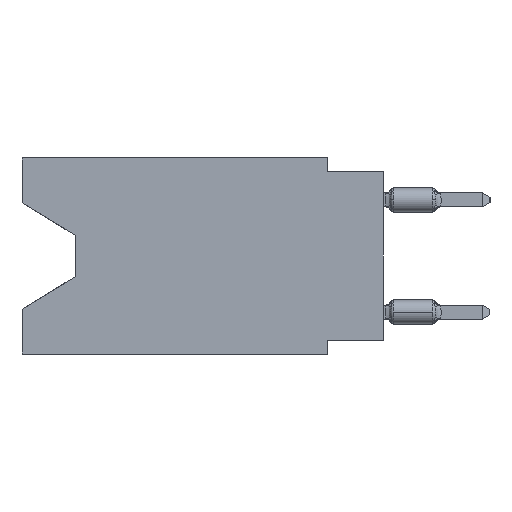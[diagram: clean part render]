
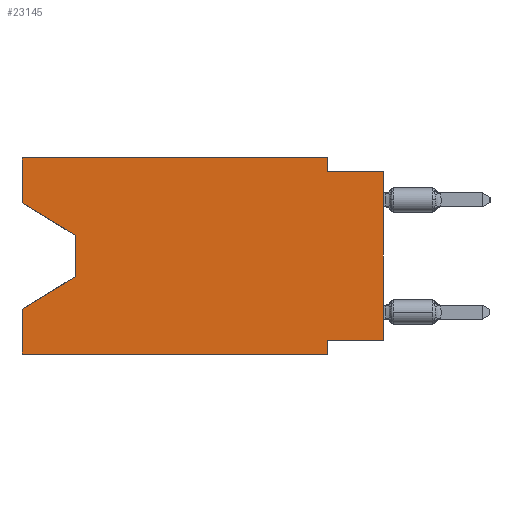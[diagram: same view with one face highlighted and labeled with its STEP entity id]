
A CAD part, left-side view. The second image highlights one B-rep face of the part: STEP entity #23145.
In plain terms, the highlighted planar face has unit normal (-1, 0, 0).
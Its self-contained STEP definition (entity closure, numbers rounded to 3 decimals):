
#63 = CARTESIAN_POINT ( 'NONE',  ( 0., 13.97, -5.385 ) ) ;
#133 = VECTOR ( 'NONE', #26862, 1000. ) ;
#931 = EDGE_CURVE ( 'NONE', #20928, #39028, #23995, .T. ) ;
#999 = VECTOR ( 'NONE', #10548, 1000. ) ;
#2153 = ORIENTED_EDGE ( 'NONE', *, *, #43200, .F. ) ;
#2369 = LINE ( 'NONE', #19025, #3837 ) ;
#2901 = ORIENTED_EDGE ( 'NONE', *, *, #931, .F. ) ;
#3229 = CARTESIAN_POINT ( 'NONE',  ( 0., 16.383, 0. ) ) ;
#3330 = DIRECTION ( 'NONE',  ( 0., 1., 0. ) ) ;
#3837 = VECTOR ( 'NONE', #35161, 1000. ) ;
#3945 = EDGE_CURVE ( 'NONE', #39028, #43193, #29543, .T. ) ;
#4874 = VERTEX_POINT ( 'NONE', #42175 ) ;
#5144 = CARTESIAN_POINT ( 'NONE',  ( 0., 16.383, -8.89 ) ) ;
#5461 = LINE ( 'NONE', #39314, #51174 ) ;
#7971 = CARTESIAN_POINT ( 'NONE',  ( 0., 0., -8.255 ) ) ;
#8537 = CARTESIAN_POINT ( 'NONE',  ( 0., 16.383, 0. ) ) ;
#9931 = CARTESIAN_POINT ( 'NONE',  ( 0., 2.54, -0.635 ) ) ;
#10548 = DIRECTION ( 'NONE',  ( 0., 0., -1. ) ) ;
#11104 = EDGE_CURVE ( 'NONE', #15443, #38401, #35585, .T. ) ;
#11418 = VECTOR ( 'NONE', #44575, 1000. ) ;
#11520 = LINE ( 'NONE', #7971, #48527 ) ;
#11695 = VERTEX_POINT ( 'NONE', #5144 ) ;
#12161 = EDGE_CURVE ( 'NONE', #43193, #38401, #5461, .T. ) ;
#12344 = CARTESIAN_POINT ( 'NONE',  ( 0., 2.54, -8.89 ) ) ;
#12581 = VERTEX_POINT ( 'NONE', #43349 ) ;
#13344 = EDGE_CURVE ( 'NONE', #46863, #20928, #46473, .T. ) ;
#13715 = DIRECTION ( 'NONE',  ( 0., 0., -1. ) ) ;
#15286 = ORIENTED_EDGE ( 'NONE', *, *, #18742, .F. ) ;
#15443 = VERTEX_POINT ( 'NONE', #45718 ) ;
#15586 = VECTOR ( 'NONE', #19139, 1000. ) ;
#16072 = ORIENTED_EDGE ( 'NONE', *, *, #3945, .F. ) ;
#16754 = DIRECTION ( 'NONE',  ( 0., 0.855, -0.519 ) ) ;
#17717 = ORIENTED_EDGE ( 'NONE', *, *, #40831, .T. ) ;
#18742 = EDGE_CURVE ( 'NONE', #15443, #32949, #11520, .T. ) ;
#19025 = CARTESIAN_POINT ( 'NONE',  ( 0., 2.54, -8.89 ) ) ;
#19139 = DIRECTION ( 'NONE',  ( 0., -1., 0. ) ) ;
#19686 = EDGE_CURVE ( 'NONE', #46863, #24887, #31077, .T. ) ;
#20155 = DIRECTION ( 'NONE',  ( 0., -1., 0. ) ) ;
#20928 = VERTEX_POINT ( 'NONE', #43374 ) ;
#21681 = VECTOR ( 'NONE', #20155, 1000. ) ;
#22177 = PLANE ( 'NONE',  #32588 ) ;
#22495 = CARTESIAN_POINT ( 'NONE',  ( 0., 16.383, 0. ) ) ;
#23145 = ADVANCED_FACE ( 'NONE', ( #25485 ), #22177, .F. ) ;
#23995 = LINE ( 'NONE', #3229, #21681 ) ;
#24219 = VECTOR ( 'NONE', #43959, 1000. ) ;
#24790 = DIRECTION ( 'NONE',  ( 0., -0.855, -0.519 ) ) ;
#24887 = VERTEX_POINT ( 'NONE', #48718 ) ;
#25003 = EDGE_CURVE ( 'NONE', #12581, #4874, #33691, .T. ) ;
#25485 = FACE_OUTER_BOUND ( 'NONE', #36446, .T. ) ;
#25672 = ORIENTED_EDGE ( 'NONE', *, *, #48243, .F. ) ;
#25719 = CARTESIAN_POINT ( 'NONE',  ( 0., 16.383, 0. ) ) ;
#25905 = ORIENTED_EDGE ( 'NONE', *, *, #12161, .F. ) ;
#26862 = DIRECTION ( 'NONE',  ( 0., 0., 1. ) ) ;
#27950 = VECTOR ( 'NONE', #46199, 1000. ) ;
#29310 = DIRECTION ( 'NONE',  ( 1., 0., 0. ) ) ;
#29543 = LINE ( 'NONE', #42106, #27950 ) ;
#30527 = LINE ( 'NONE', #43342, #999 ) ;
#30963 = LINE ( 'NONE', #22495, #133 ) ;
#31077 = LINE ( 'NONE', #48824, #43358 ) ;
#32588 = AXIS2_PLACEMENT_3D ( 'NONE', #8537, #29310, #13715 ) ;
#32949 = VERTEX_POINT ( 'NONE', #50300 ) ;
#33691 = LINE ( 'NONE', #63, #45680 ) ;
#35161 = DIRECTION ( 'NONE',  ( 0., 0., -1. ) ) ;
#35229 = DIRECTION ( 'NONE',  ( 0., -1., 0. ) ) ;
#35585 = LINE ( 'NONE', #48704, #11418 ) ;
#36446 = EDGE_LOOP ( 'NONE', ( #37980, #39557, #41067, #2153, #17717, #25672, #15286, #47920, #25905, #16072, #2901, #40684 ) ) ;
#37980 = ORIENTED_EDGE ( 'NONE', *, *, #19686, .T. ) ;
#38401 = VERTEX_POINT ( 'NONE', #46985 ) ;
#39028 = VERTEX_POINT ( 'NONE', #44599 ) ;
#39314 = CARTESIAN_POINT ( 'NONE',  ( 0., 0., -0.635 ) ) ;
#39557 = ORIENTED_EDGE ( 'NONE', *, *, #43281, .T. ) ;
#39914 = LINE ( 'NONE', #44003, #15586 ) ;
#40684 = ORIENTED_EDGE ( 'NONE', *, *, #13344, .F. ) ;
#40831 = EDGE_CURVE ( 'NONE', #11695, #46782, #39914, .T. ) ;
#41067 = ORIENTED_EDGE ( 'NONE', *, *, #25003, .T. ) ;
#41587 = CARTESIAN_POINT ( 'NONE',  ( 0., 16.383, -2.038 ) ) ;
#42106 = CARTESIAN_POINT ( 'NONE',  ( 0., 2.54, 0. ) ) ;
#42175 = CARTESIAN_POINT ( 'NONE',  ( 0., 16.383, -6.852 ) ) ;
#43193 = VERTEX_POINT ( 'NONE', #9931 ) ;
#43200 = EDGE_CURVE ( 'NONE', #11695, #4874, #30963, .T. ) ;
#43281 = EDGE_CURVE ( 'NONE', #24887, #12581, #30527, .T. ) ;
#43342 = CARTESIAN_POINT ( 'NONE',  ( 0., 13.97, -3.505 ) ) ;
#43349 = CARTESIAN_POINT ( 'NONE',  ( 0., 13.97, -5.385 ) ) ;
#43358 = VECTOR ( 'NONE', #24790, 1000. ) ;
#43374 = CARTESIAN_POINT ( 'NONE',  ( 0., 16.383, 0. ) ) ;
#43959 = DIRECTION ( 'NONE',  ( 0., 0., 1. ) ) ;
#44003 = CARTESIAN_POINT ( 'NONE',  ( 0., 16.383, -8.89 ) ) ;
#44575 = DIRECTION ( 'NONE',  ( 0., 0., 1. ) ) ;
#44599 = CARTESIAN_POINT ( 'NONE',  ( 0., 2.54, 0. ) ) ;
#45680 = VECTOR ( 'NONE', #16754, 1000. ) ;
#45718 = CARTESIAN_POINT ( 'NONE',  ( 0., 0., -8.255 ) ) ;
#46199 = DIRECTION ( 'NONE',  ( 0., 0., -1. ) ) ;
#46473 = LINE ( 'NONE', #25719, #24219 ) ;
#46782 = VERTEX_POINT ( 'NONE', #12344 ) ;
#46863 = VERTEX_POINT ( 'NONE', #41587 ) ;
#46985 = CARTESIAN_POINT ( 'NONE',  ( 0., 0., -0.635 ) ) ;
#47920 = ORIENTED_EDGE ( 'NONE', *, *, #11104, .T. ) ;
#48243 = EDGE_CURVE ( 'NONE', #32949, #46782, #2369, .T. ) ;
#48527 = VECTOR ( 'NONE', #3330, 1000. ) ;
#48704 = CARTESIAN_POINT ( 'NONE',  ( 0., 0., 0. ) ) ;
#48718 = CARTESIAN_POINT ( 'NONE',  ( 0., 13.97, -3.505 ) ) ;
#48824 = CARTESIAN_POINT ( 'NONE',  ( 0., 16.383, -2.038 ) ) ;
#50300 = CARTESIAN_POINT ( 'NONE',  ( 0., 2.54, -8.255 ) ) ;
#51174 = VECTOR ( 'NONE', #35229, 1000. ) ;
